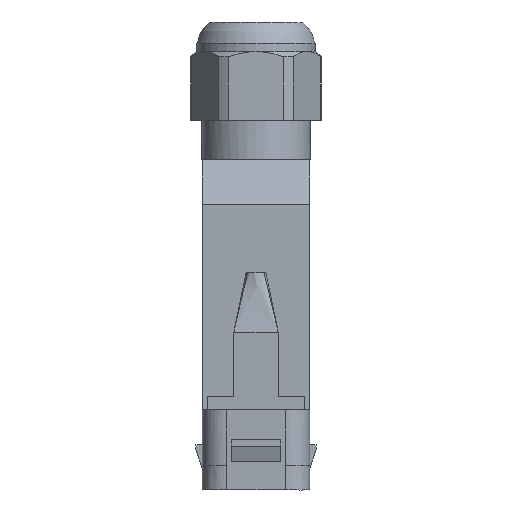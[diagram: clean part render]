
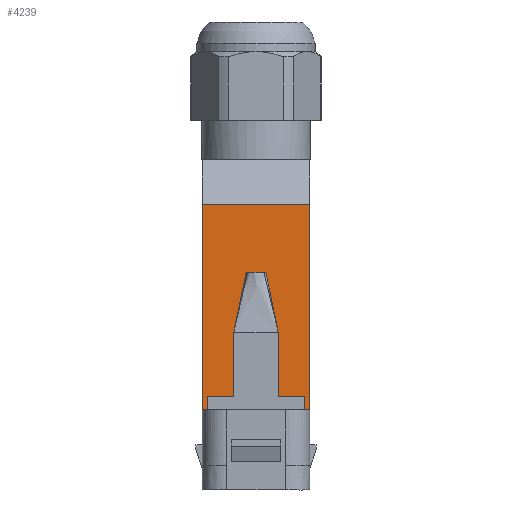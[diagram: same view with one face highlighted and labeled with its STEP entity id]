
A CAD part, left-side view. The second image highlights one B-rep face of the part: STEP entity #4239.
In plain terms, the highlighted planar face has unit normal (-1, 0, 0).
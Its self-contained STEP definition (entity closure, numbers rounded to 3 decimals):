
#2272=PLANE('',#8577);
#2554=FACE_OUTER_BOUND('',#4669,.T.);
#3147=LINE('',#11705,#3837);
#3151=LINE('',#11714,#3841);
#3154=LINE('',#11720,#3844);
#3160=LINE('',#11773,#3850);
#3161=LINE('',#11797,#3851);
#3162=LINE('',#11814,#3852);
#3165=LINE('',#11831,#3855);
#3167=LINE('',#11835,#3857);
#3168=LINE('',#11837,#3858);
#3169=LINE('',#11839,#3859);
#3170=LINE('',#11841,#3860);
#3171=LINE('',#11842,#3861);
#3172=LINE('',#11844,#3862);
#3173=LINE('',#11846,#3863);
#3837=VECTOR('',#9736,1.);
#3841=VECTOR('',#9742,1.);
#3844=VECTOR('',#9747,1.);
#3850=VECTOR('',#9755,1.);
#3851=VECTOR('',#9756,1.);
#3852=VECTOR('',#9759,1.);
#3855=VECTOR('',#9762,1.);
#3857=VECTOR('',#9766,1.);
#3858=VECTOR('',#9767,1.);
#3859=VECTOR('',#9768,1.);
#3860=VECTOR('',#9769,1.);
#3861=VECTOR('',#9770,1.);
#3862=VECTOR('',#9771,1.);
#3863=VECTOR('',#9772,1.);
#4239=ADVANCED_FACE('',(#2554),#2272,.T.);
#4669=EDGE_LOOP('',(#5854,#5855,#5856,#5857,#5858,#5859,#5860,#5861,#5862,
#5863,#5864,#5865,#5866,#5867));
#5854=ORIENTED_EDGE('',*,*,#7657,.T.);
#5855=ORIENTED_EDGE('',*,*,#7658,.F.);
#5856=ORIENTED_EDGE('',*,*,#7659,.T.);
#5857=ORIENTED_EDGE('',*,*,#7660,.T.);
#5858=ORIENTED_EDGE('',*,*,#7655,.T.);
#5859=ORIENTED_EDGE('',*,*,#7652,.T.);
#5860=ORIENTED_EDGE('',*,*,#7648,.F.);
#5861=ORIENTED_EDGE('',*,*,#7646,.T.);
#5862=ORIENTED_EDGE('',*,*,#7635,.T.);
#5863=ORIENTED_EDGE('',*,*,#7632,.T.);
#5864=ORIENTED_EDGE('',*,*,#7661,.T.);
#5865=ORIENTED_EDGE('',*,*,#7662,.T.);
#5866=ORIENTED_EDGE('',*,*,#7663,.T.);
#5867=ORIENTED_EDGE('',*,*,#7628,.T.);
#6876=VERTEX_POINT('',#11706);
#6877=VERTEX_POINT('',#11707);
#6878=VERTEX_POINT('',#11712);
#6880=VERTEX_POINT('',#11715);
#6882=VERTEX_POINT('',#11721);
#6891=VERTEX_POINT('',#11774);
#6892=VERTEX_POINT('',#11798);
#6895=VERTEX_POINT('',#11815);
#6897=VERTEX_POINT('',#11832);
#6898=VERTEX_POINT('',#11836);
#6899=VERTEX_POINT('',#11838);
#6900=VERTEX_POINT('',#11840);
#6901=VERTEX_POINT('',#11843);
#6902=VERTEX_POINT('',#11845);
#7628=EDGE_CURVE('',#6876,#6877,#3147,.T.);
#7632=EDGE_CURVE('',#6880,#6878,#3151,.T.);
#7635=EDGE_CURVE('',#6882,#6880,#3154,.T.);
#7646=EDGE_CURVE('',#6891,#6882,#3160,.T.);
#7648=EDGE_CURVE('',#6891,#6892,#3161,.T.);
#7652=EDGE_CURVE('',#6895,#6892,#3162,.T.);
#7655=EDGE_CURVE('',#6897,#6895,#3165,.T.);
#7657=EDGE_CURVE('',#6877,#6898,#3167,.T.);
#7658=EDGE_CURVE('',#6899,#6898,#3168,.T.);
#7659=EDGE_CURVE('',#6899,#6900,#3169,.T.);
#7660=EDGE_CURVE('',#6900,#6897,#3170,.T.);
#7661=EDGE_CURVE('',#6878,#6901,#3171,.T.);
#7662=EDGE_CURVE('',#6901,#6902,#3172,.T.);
#7663=EDGE_CURVE('',#6902,#6876,#3173,.T.);
#8577=AXIS2_PLACEMENT_3D('',#11847,#9773,#9774);
#9736=DIRECTION('',(0.,1.,0.));
#9742=DIRECTION('',(0.,-1.,0.));
#9747=DIRECTION('',(0.,0.,-1.));
#9755=DIRECTION('',(0.,-0.202,-0.979));
#9756=DIRECTION('',(0.,1.,0.));
#9759=DIRECTION('',(0.,-0.202,0.979));
#9762=DIRECTION('',(0.,0.,1.));
#9766=DIRECTION('',(0.,0.,-1.));
#9767=DIRECTION('',(0.,1.,0.));
#9768=DIRECTION('',(0.,0.,1.));
#9769=DIRECTION('',(0.,-1.,0.));
#9770=DIRECTION('',(0.,0.,-1.));
#9771=DIRECTION('',(0.,-1.,0.));
#9772=DIRECTION('',(0.,0.,1.));
#9773=DIRECTION('',(-1.,0.,0.));
#9774=DIRECTION('',(0.,-1.,0.));
#11705=CARTESIAN_POINT('',(-18.35,10.9,48.849));
#11706=CARTESIAN_POINT('',(-18.35,-10.9,48.849));
#11707=CARTESIAN_POINT('',(-18.35,10.9,48.849));
#11712=CARTESIAN_POINT('',(-18.35,-9.9,9.8));
#11714=CARTESIAN_POINT('',(-18.35,-4.5,9.8));
#11715=CARTESIAN_POINT('',(-18.35,-4.5,9.8));
#11720=CARTESIAN_POINT('',(-18.35,-4.5,22.9));
#11721=CARTESIAN_POINT('',(-18.35,-4.5,22.9));
#11773=CARTESIAN_POINT('',(-18.35,-2.,35.));
#11774=CARTESIAN_POINT('',(-18.35,-2.,35.));
#11797=CARTESIAN_POINT('',(-18.35,-2.,35.));
#11798=CARTESIAN_POINT('',(-18.35,2.,35.));
#11814=CARTESIAN_POINT('',(-18.35,4.5,22.9));
#11815=CARTESIAN_POINT('',(-18.35,4.5,22.9));
#11831=CARTESIAN_POINT('',(-18.35,4.5,9.8));
#11832=CARTESIAN_POINT('',(-18.35,4.5,9.8));
#11835=CARTESIAN_POINT('',(-18.35,10.9,5.922));
#11836=CARTESIAN_POINT('',(-18.35,10.9,7.1));
#11837=CARTESIAN_POINT('',(-18.35,-11.728,7.1));
#11838=CARTESIAN_POINT('',(-18.35,9.9,7.1));
#11839=CARTESIAN_POINT('',(-18.35,9.9,5.922));
#11840=CARTESIAN_POINT('',(-18.35,9.9,9.8));
#11841=CARTESIAN_POINT('',(-18.35,9.9,9.8));
#11842=CARTESIAN_POINT('',(-18.35,-9.9,6.923));
#11843=CARTESIAN_POINT('',(-18.35,-9.9,7.1));
#11844=CARTESIAN_POINT('',(-18.35,-11.728,7.1));
#11845=CARTESIAN_POINT('',(-18.35,-10.9,7.1));
#11846=CARTESIAN_POINT('',(-18.35,-10.9,-9.53));
#11847=CARTESIAN_POINT('',(-18.35,11.2,5.922));
